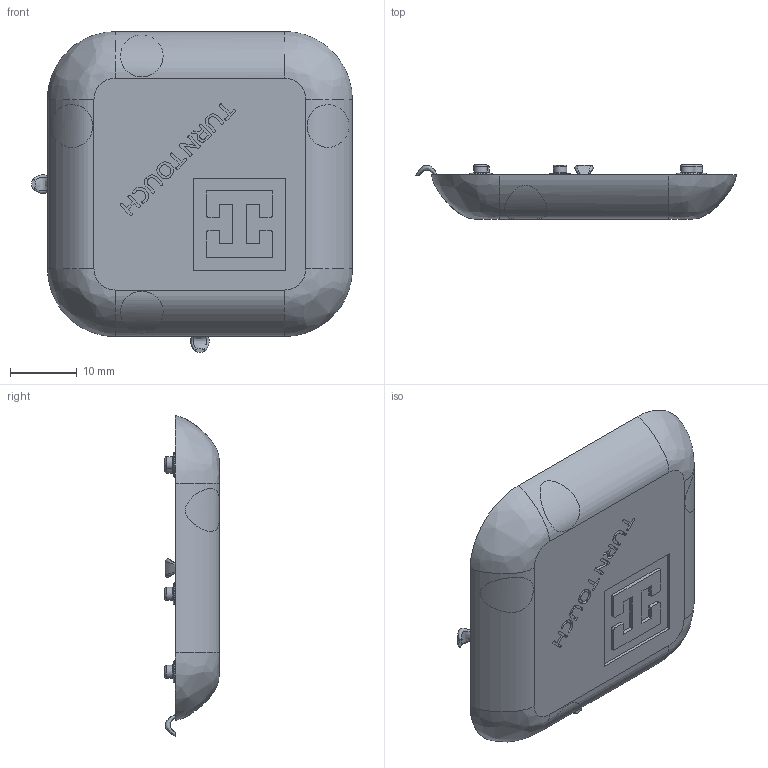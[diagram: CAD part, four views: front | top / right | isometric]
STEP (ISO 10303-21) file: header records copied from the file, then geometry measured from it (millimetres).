
FILE_DESCRIPTION(/* description */ (''),/* implementation_level */ '2;1');
FILE_NAME(/* name */ 'Remote Bottom.stp',/* time_stamp */ '2016-01-15T12:52:00-08:00',/* author */ ('Sam Clay'),/* organization */ ('Turn Touch'),/* preprocessor_version */ 'ST-DEVELOPER v16.1',/* originating_system */ 'Autodesk Inventor 2016',/* authorisation */ '');
FILE_SCHEMA (('AUTOMOTIVE_DESIGN { 1 0 10303 214 3 1 1 }'));
Length unit declared in the file: inch
Products named in the file (1): Remote Bottom
Bounding box: 48.06 x 8.13 x 48.06 mm (x, y, z)
Volume: 4164.5 mm3; surface area: 6758.2 mm2
Topology: 11 solids, 11 shells, 936 faces, 2469 edges, 1597 vertices
Faces by surface type: plane 368, bspline 362, cylinder 157, torus 32, cone 9, sphere 8
Full cylindrical faces by diameter (mm): 1.981 x5, 3.302 x4
Entity records: 39535 total; most frequent: CARTESIAN_POINT 19269, ORIENTED_EDGE 4838, DIRECTION 3019, EDGE_CURVE 2419, VERTEX_POINT 1588, LINE 1105, VECTOR 1105, EDGE_LOOP 1019
